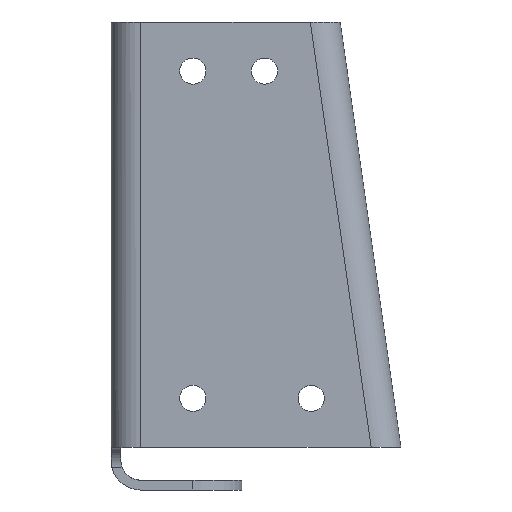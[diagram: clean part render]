
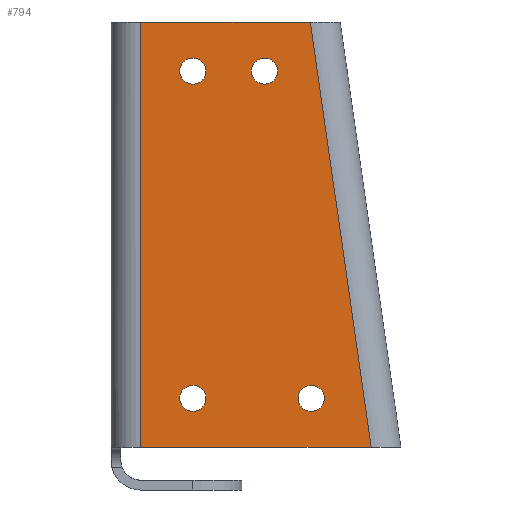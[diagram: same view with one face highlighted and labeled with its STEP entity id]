
A CAD part, front view. The second image highlights one B-rep face of the part: STEP entity #794.
In plain terms, the highlighted planar face has unit normal (0, -1, 0).
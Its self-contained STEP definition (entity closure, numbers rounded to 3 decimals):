
#33=FACE_BOUND('',#149,.T.);
#34=FACE_BOUND('',#150,.T.);
#35=FACE_BOUND('',#151,.T.);
#36=FACE_BOUND('',#152,.T.);
#53=PLANE('',#901);
#96=FACE_OUTER_BOUND('',#148,.T.);
#148=EDGE_LOOP('',(#674,#675,#676,#677));
#149=EDGE_LOOP('',(#678));
#150=EDGE_LOOP('',(#679));
#151=EDGE_LOOP('',(#680));
#152=EDGE_LOOP('',(#681));
#208=LINE('',#1309,#266);
#217=LINE('',#1375,#275);
#218=LINE('',#1379,#276);
#219=LINE('',#1380,#277);
#266=VECTOR('',#1075,10.);
#275=VECTOR('',#1116,10.);
#276=VECTOR('',#1121,10.);
#277=VECTOR('',#1122,10.);
#285=CIRCLE('',#826,2.);
#287=CIRCLE('',#829,2.);
#289=CIRCLE('',#832,2.);
#291=CIRCLE('',#835,2.);
#326=VERTEX_POINT('',#1155);
#328=VERTEX_POINT('',#1161);
#330=VERTEX_POINT('',#1167);
#332=VERTEX_POINT('',#1173);
#380=VERTEX_POINT('',#1306);
#381=VERTEX_POINT('',#1308);
#396=VERTEX_POINT('',#1374);
#397=VERTEX_POINT('',#1378);
#402=EDGE_CURVE('',#326,#326,#285,.T.);
#405=EDGE_CURVE('',#328,#328,#287,.T.);
#408=EDGE_CURVE('',#330,#330,#289,.T.);
#411=EDGE_CURVE('',#332,#332,#291,.T.);
#476=EDGE_CURVE('',#381,#380,#208,.T.);
#500=EDGE_CURVE('',#381,#396,#217,.T.);
#502=EDGE_CURVE('',#397,#380,#218,.T.);
#503=EDGE_CURVE('',#396,#397,#219,.T.);
#674=ORIENTED_EDGE('',*,*,#476,.T.);
#675=ORIENTED_EDGE('',*,*,#502,.F.);
#676=ORIENTED_EDGE('',*,*,#503,.F.);
#677=ORIENTED_EDGE('',*,*,#500,.F.);
#678=ORIENTED_EDGE('',*,*,#402,.T.);
#679=ORIENTED_EDGE('',*,*,#405,.T.);
#680=ORIENTED_EDGE('',*,*,#408,.T.);
#681=ORIENTED_EDGE('',*,*,#411,.T.);
#794=ADVANCED_FACE('',(#96,#33,#34,#35,#36),#53,.F.);
#826=AXIS2_PLACEMENT_3D('',#1157,#920,#921);
#829=AXIS2_PLACEMENT_3D('',#1163,#927,#928);
#832=AXIS2_PLACEMENT_3D('',#1169,#934,#935);
#835=AXIS2_PLACEMENT_3D('',#1175,#941,#942);
#901=AXIS2_PLACEMENT_3D('',#1377,#1119,#1120);
#920=DIRECTION('center_axis',(0.,1.,0.));
#921=DIRECTION('ref_axis',(1.,0.,0.));
#927=DIRECTION('center_axis',(0.,1.,0.));
#928=DIRECTION('ref_axis',(1.,0.,0.));
#934=DIRECTION('center_axis',(0.,1.,0.));
#935=DIRECTION('ref_axis',(1.,0.,0.));
#941=DIRECTION('center_axis',(0.,1.,0.));
#942=DIRECTION('ref_axis',(1.,0.,0.));
#1075=DIRECTION('',(1.,0.,0.));
#1116=DIRECTION('',(0.,0.,1.));
#1119=DIRECTION('center_axis',(0.,1.,0.));
#1120=DIRECTION('ref_axis',(0.,0.,1.));
#1121=DIRECTION('',(0.141,0.,-0.99));
#1122=DIRECTION('',(1.,0.,0.));
#1155=CARTESIAN_POINT('',(10.5,0.,-7.5));
#1157=CARTESIAN_POINT('Origin',(12.5,0.,-7.5));
#1161=CARTESIAN_POINT('',(28.587,0.,-57.5));
#1163=CARTESIAN_POINT('Origin',(30.587,0.,-57.5));
#1167=CARTESIAN_POINT('',(21.445,0.,-7.5));
#1169=CARTESIAN_POINT('Origin',(23.445,0.,-7.5));
#1173=CARTESIAN_POINT('',(10.5,0.,-57.5));
#1175=CARTESIAN_POINT('Origin',(12.5,0.,-57.5));
#1306=CARTESIAN_POINT('',(39.74,0.,-65.));
#1308=CARTESIAN_POINT('',(4.5,0.,-65.));
#1309=CARTESIAN_POINT('',(12.,0.,-65.));
#1374=CARTESIAN_POINT('',(4.5,0.,0.));
#1375=CARTESIAN_POINT('',(4.5,0.,-52.5));
#1377=CARTESIAN_POINT('Origin',(22.5,0.,-35.));
#1378=CARTESIAN_POINT('',(30.454,0.,0.));
#1379=CARTESIAN_POINT('',(32.87,0.,-16.911));
#1380=CARTESIAN_POINT('',(0.,0.,0.));
